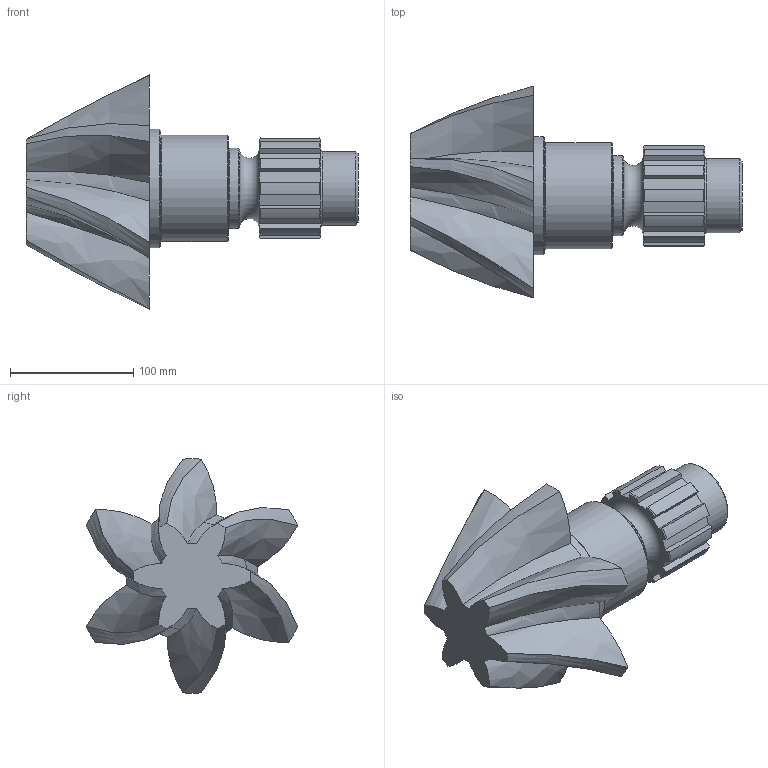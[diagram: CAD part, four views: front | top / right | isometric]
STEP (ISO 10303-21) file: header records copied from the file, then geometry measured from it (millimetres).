
FILE_DESCRIPTION(/* description */ (''),/* implementation_level */ '2;1');
FILE_NAME(/* name */ '4876e19c-9574-4a6f-86cb-b0bebe25cfcd.stp',/* time_stamp */ '2025-08-10T18:29:52Z',/* author */ (''),/* organization */ (''),/* preprocessor_version */ 'ST-DEVELOPER v20.1',/* originating_system */ 'Autodesk Translation Framework v14.10.0.0',/* authorisation */ '');
FILE_SCHEMA (('AUTOMOTIVE_DESIGN { 1 0 10303 214 3 1 1 }'));
Length unit declared in the file: millimetre
Products named in the file (2): helicalGear; helicalGear_1
Assembly tree (1 placements, depth 2):
  helicalGear
    helicalGear_1
Bounding box: 269.09 x 171.53 x 189.93 mm (x, y, z)
Volume: 1764589.3 mm3; surface area: 128886.2 mm2
Topology: 1 solids, 1 shells, 115 faces, 321 edges, 213 vertices
Faces by surface type: plane 43, cone 28, bspline 24, cylinder 16, torus 4
Full cylindrical faces by diameter (mm): 60 x1, 65 x1, 86 x1, 96 x1
Entity records: 4145 total; most frequent: CARTESIAN_POINT 1276, ORIENTED_EDGE 642, DIRECTION 558, EDGE_CURVE 321, AXIS2_PLACEMENT_3D 215, VERTEX_POINT 213, LINE 128, VECTOR 128
